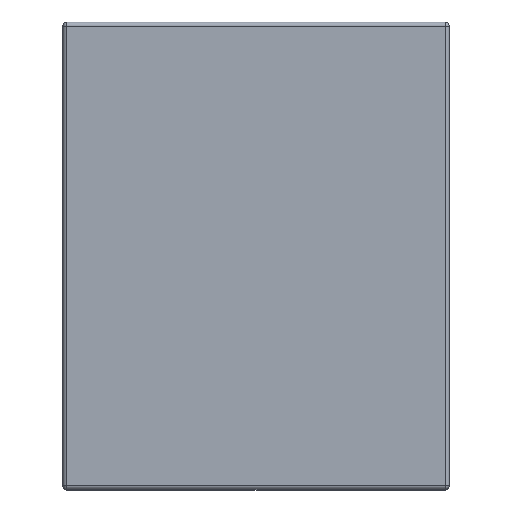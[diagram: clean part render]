
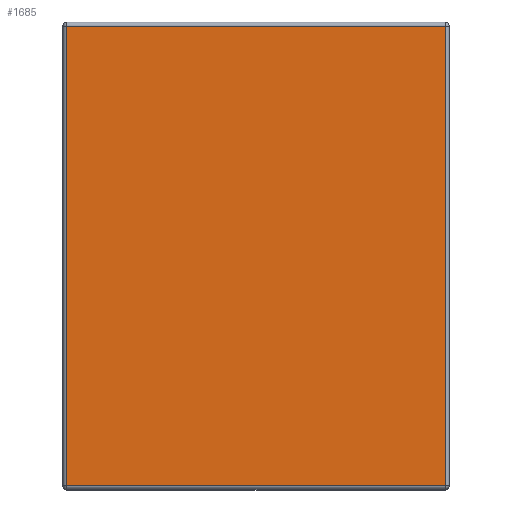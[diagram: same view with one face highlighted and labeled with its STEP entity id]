
A CAD part, top view. The second image highlights one B-rep face of the part: STEP entity #1685.
In plain terms, the highlighted planar face has unit normal (0, 0, 1).
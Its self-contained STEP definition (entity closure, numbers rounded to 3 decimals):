
#126=LINE('',#2674,#278);
#128=LINE('',#2678,#280);
#133=LINE('',#2685,#285);
#138=LINE('',#2693,#290);
#278=VECTOR('',#2139,10.);
#280=VECTOR('',#2145,10.);
#285=VECTOR('',#2154,10.);
#290=VECTOR('',#2165,10.);
#415=PLANE('',#1872);
#510=FACE_OUTER_BOUND('',#622,.T.);
#622=EDGE_LOOP('',(#1370,#1371,#1372,#1373));
#807=VERTEX_POINT('',#2645);
#809=VERTEX_POINT('',#2651);
#812=VERTEX_POINT('',#2661);
#815=VERTEX_POINT('',#2668);
#977=EDGE_CURVE('',#815,#809,#126,.T.);
#979=EDGE_CURVE('',#812,#815,#128,.T.);
#984=EDGE_CURVE('',#807,#812,#133,.T.);
#989=EDGE_CURVE('',#809,#807,#138,.T.);
#1370=ORIENTED_EDGE('',*,*,#977,.F.);
#1371=ORIENTED_EDGE('',*,*,#979,.F.);
#1372=ORIENTED_EDGE('',*,*,#984,.F.);
#1373=ORIENTED_EDGE('',*,*,#989,.F.);
#1685=ADVANCED_FACE('',(#510),#415,.T.);
#1872=AXIS2_PLACEMENT_3D('',#2783,#2267,#2268);
#2139=DIRECTION('',(-1.,0.,0.));
#2145=DIRECTION('',(0.,-1.,0.));
#2154=DIRECTION('',(1.,0.,0.));
#2165=DIRECTION('',(0.,1.,0.));
#2267=DIRECTION('center_axis',(0.,0.,1.));
#2268=DIRECTION('ref_axis',(1.,0.,0.));
#2645=CARTESIAN_POINT('',(0.1,11.4,7.));
#2651=CARTESIAN_POINT('',(0.1,0.1,7.));
#2661=CARTESIAN_POINT('',(9.4,11.4,7.));
#2668=CARTESIAN_POINT('',(9.4,0.1,7.));
#2674=CARTESIAN_POINT('',(2.375,0.1,7.));
#2678=CARTESIAN_POINT('',(9.4,0.,7.));
#2685=CARTESIAN_POINT('',(2.375,11.4,7.));
#2693=CARTESIAN_POINT('',(0.1,0.,7.));
#2783=CARTESIAN_POINT('Origin',(0.,0.,7.));
